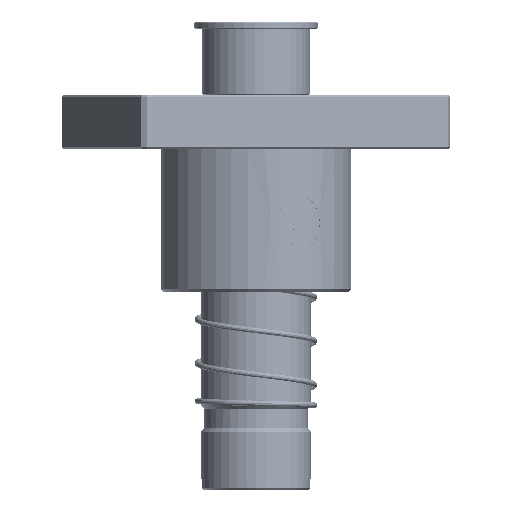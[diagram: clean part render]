
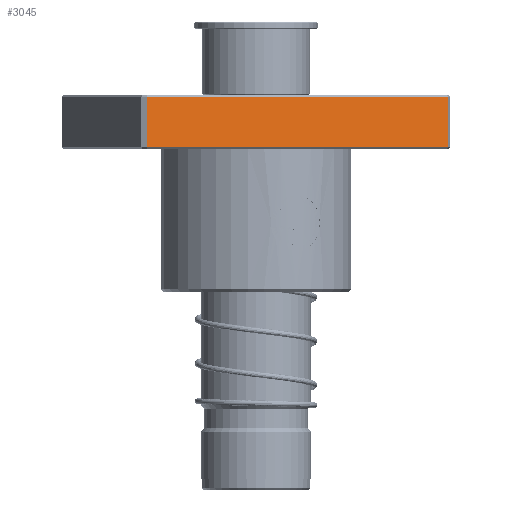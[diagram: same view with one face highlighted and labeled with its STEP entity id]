
A CAD part, left-side view. The second image highlights one B-rep face of the part: STEP entity #3045.
In plain terms, the highlighted face is planar.
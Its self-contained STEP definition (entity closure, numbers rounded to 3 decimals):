
#693 = CARTESIAN_POINT ( 'NONE',  ( 75.5, 45., 1. ) ) ;
#1336 = EDGE_CURVE ( 'NONE', #27159, #18407, #4313, .T. ) ;
#2267 = CARTESIAN_POINT ( 'NONE',  ( -75.5, 45., 25. ) ) ;
#3045 = ADVANCED_FACE ( 'NONE', ( #36055 ), #17514, .F. ) ;
#4313 = LINE ( 'NONE', #37949, #16868 ) ;
#4757 = VERTEX_POINT ( 'NONE', #32268 ) ;
#7565 = EDGE_CURVE ( 'NONE', #4757, #30492, #14968, .T. ) ;
#8585 = ORIENTED_EDGE ( 'NONE', *, *, #17868, .T. ) ;
#13381 = ORIENTED_EDGE ( 'NONE', *, *, #34248, .T. ) ;
#14968 = LINE ( 'NONE', #68969, #32518 ) ;
#16868 = VECTOR ( 'NONE', #59671, 1000. ) ;
#17514 = PLANE ( 'NONE',  #45953 ) ;
#17868 = EDGE_CURVE ( 'NONE', #27159, #4757, #29252, .T. ) ;
#18407 = VERTEX_POINT ( 'NONE', #27842 ) ;
#27159 = VERTEX_POINT ( 'NONE', #38391 ) ;
#27842 = CARTESIAN_POINT ( 'NONE',  ( -75.5, 45., 1. ) ) ;
#28323 = VECTOR ( 'NONE', #54953, 1000. ) ;
#29252 = LINE ( 'NONE', #59242, #40068 ) ;
#30492 = VERTEX_POINT ( 'NONE', #693 ) ;
#32268 = CARTESIAN_POINT ( 'NONE',  ( 75.5, 45., 24. ) ) ;
#32455 = DIRECTION ( 'NONE',  ( 0., 0., -1. ) ) ;
#32518 = VECTOR ( 'NONE', #32455, 1000. ) ;
#34248 = EDGE_CURVE ( 'NONE', #30492, #18407, #60940, .T. ) ;
#36055 = FACE_OUTER_BOUND ( 'NONE', #48393, .T. ) ;
#37280 = DIRECTION ( 'NONE',  ( 1., 0., 0. ) ) ;
#37949 = CARTESIAN_POINT ( 'NONE',  ( -75.5, 45., 25. ) ) ;
#38391 = CARTESIAN_POINT ( 'NONE',  ( -75.5, 45., 24. ) ) ;
#40068 = VECTOR ( 'NONE', #37280, 1000. ) ;
#44554 = DIRECTION ( 'NONE',  ( 0., 0., -1. ) ) ;
#45953 = AXIS2_PLACEMENT_3D ( 'NONE', #2267, #55078, #44554 ) ;
#48393 = EDGE_LOOP ( 'NONE', ( #57283, #13381, #50659, #8585 ) ) ;
#50659 = ORIENTED_EDGE ( 'NONE', *, *, #1336, .F. ) ;
#54953 = DIRECTION ( 'NONE',  ( -1., 0., 0. ) ) ;
#55078 = DIRECTION ( 'NONE',  ( 0., -1., 0. ) ) ;
#57283 = ORIENTED_EDGE ( 'NONE', *, *, #7565, .T. ) ;
#59242 = CARTESIAN_POINT ( 'NONE',  ( 75.5, 45., 24. ) ) ;
#59671 = DIRECTION ( 'NONE',  ( 0., 0., -1. ) ) ;
#60940 = LINE ( 'NONE', #65736, #28323 ) ;
#65736 = CARTESIAN_POINT ( 'NONE',  ( -75.5, 45., 1. ) ) ;
#68969 = CARTESIAN_POINT ( 'NONE',  ( 75.5, 45., 25. ) ) ;
